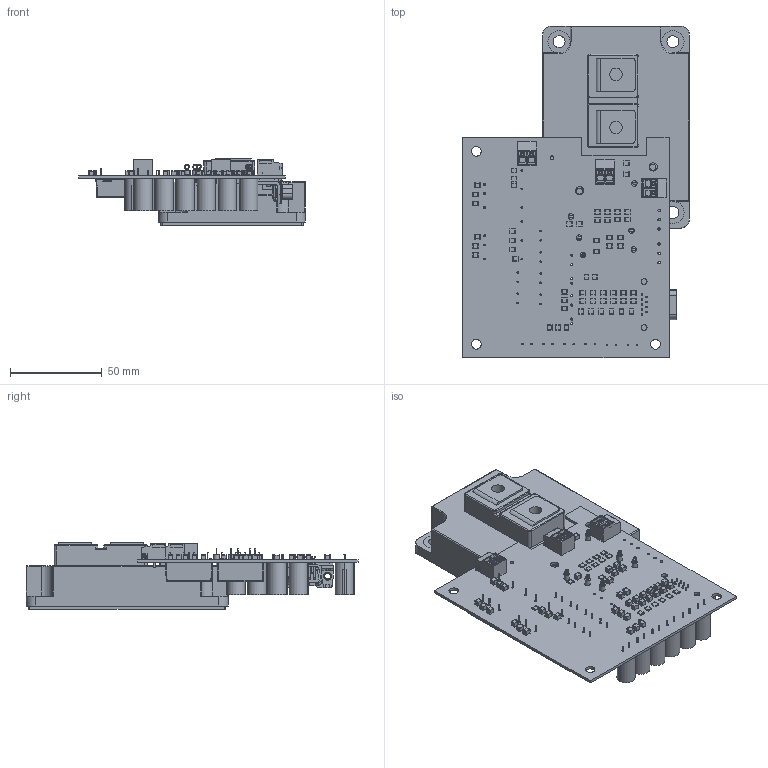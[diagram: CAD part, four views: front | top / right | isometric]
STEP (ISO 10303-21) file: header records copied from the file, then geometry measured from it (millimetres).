
FILE_DESCRIPTION(('KiCad electronic assembly'),'2;1');
FILE_NAME('GateDriver.step','2025-04-21T17:45:24',('Pcbnew'),('Kicad'), 'Open CASCADE STEP processor 7.9','KiCad to STEP converter','Unknown' );
FILE_SCHEMA(('AUTOMOTIVE_DESIGN { 1 0 10303 214 1 1 1 1 }'));
Length unit declared in the file: millimetre
Products named in the file (14): GateDriver 1; C_1210_3225Metric; Mitsubishi CM600HA-24H; Component3; SOLID; 1987724; pt_2.5-2-5.0-v; R_1210_3225Metric; TestPoint_Loop_D2.54mm_Drill1.5mm_Beaded; UVY1E102MPD1TD; 5-106505-2; REC10K-2415SAW_H2; REC10K_AW_20230816; GateDriver_PCB
Assembly tree (101 placements, depth 3):
  GateDriver 1
    C_1210_3225Metric  x47
    Mitsubishi CM600HA-24H
      Component3
      SOLID
    1987724  x3
      pt_2.5-2-5.0-v
    R_1210_3225Metric  x24
    TestPoint_Loop_D2.54mm_Drill1.5mm_Beaded  x6
    UVY1E102MPD1TD  x12
    5-106505-2
    REC10K-2415SAW_H2  x2
      REC10K_AW_20230816
    GateDriver_PCB
Bounding box: 123.52 x 180.71 x 36.07 mm (x, y, z)
Volume: 255230.6 mm3; surface area: 90246.6 mm2
Topology: 161 solids, 161 shells, 4584 faces, 11755 edges, 7749 vertices
Faces by surface type: plane 2750, cylinder 1568, bspline 134, cone 82, torus 34, sphere 16
Full cylindrical faces by diameter (mm): 0.5 x12, 0.8 x33, 1 x12, 1.15 x8, 1.3 x12, 1.5 x12, 2 x1, 3 x6, 3.2 x2, 3.332 x2, 4.5 x2, 5.3 x3, 6.502 x4, 6.779 x2, 12.09 x8
Entity records: 58425 total; most frequent: CARTESIAN_POINT 11463, ORIENTED_EDGE 8516, DIRECTION 8395, EDGE_CURVE 4258, LINE 2973, VECTOR 2973, VERTEX_POINT 2799, AXIS2_PLACEMENT_3D 2711
